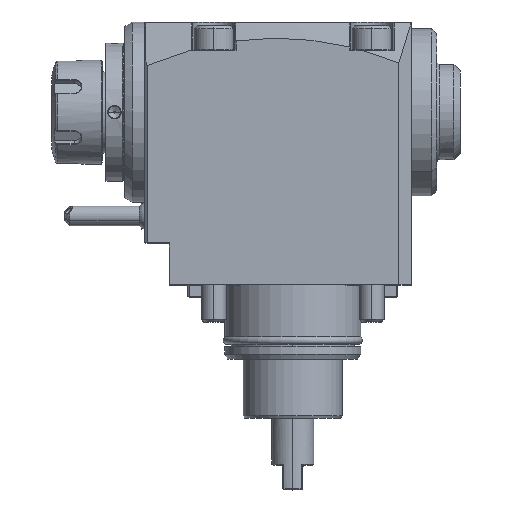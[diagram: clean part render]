
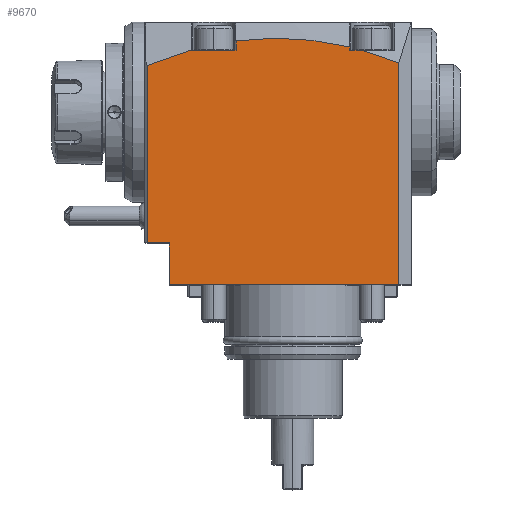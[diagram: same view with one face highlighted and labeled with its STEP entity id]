
A CAD part, top view. The second image highlights one B-rep face of the part: STEP entity #9670.
In plain terms, the highlighted planar face has unit normal (0, 0, 1).
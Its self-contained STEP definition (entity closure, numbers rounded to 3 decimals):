
#1789=DIRECTION('',(0.,1.,0.));
#1790=VECTOR('',#1789,89.954);
#1791=CARTESIAN_POINT('',(103.,0.,42.5));
#1792=LINE('',#1791,#1790);
#1812=DIRECTION('',(-1.,0.,0.));
#1813=VECTOR('',#1812,93.);
#1814=CARTESIAN_POINT('',(103.,0.,42.5));
#1815=LINE('',#1814,#1813);
#2325=DIRECTION('',(0.,1.,0.));
#2326=VECTOR('',#2325,17.);
#2327=CARTESIAN_POINT('',(10.,0.,42.5));
#2328=LINE('',#2327,#2326);
#2329=DIRECTION('',(1.,0.,0.));
#2330=VECTOR('',#2329,9.);
#2331=CARTESIAN_POINT('',(1.,17.,42.5));
#2332=LINE('',#2331,#2330);
#2333=DIRECTION('',(0.,1.,0.));
#2334=VECTOR('',#2333,71.4);
#2335=CARTESIAN_POINT('',(1.,17.5,42.5));
#2336=LINE('',#2335,#2334);
#2337=CARTESIAN_POINT('',(18.964,95.187,42.5));
#2338=CARTESIAN_POINT('',(12.837,93.491,42.5));
#2339=CARTESIAN_POINT('',(6.855,91.378,42.5));
#2340=CARTESIAN_POINT('',(1.,88.9,42.5));
#2342=DIRECTION('',(-0.268,0.963,0.));
#2343=VECTOR('',#2342,0.194);
#2344=CARTESIAN_POINT('',(19.016,95.,42.5));
#2345=LINE('',#2344,#2343);
#2346=DIRECTION('',(0.,-1.,0.));
#2347=VECTOR('',#2346,3.865);
#2348=CARTESIAN_POINT('',(37.,98.865,42.5));
#2349=LINE('',#2348,#2347);
#2350=CARTESIAN_POINT('',(37.,98.865,42.5));
#2351=CARTESIAN_POINT('',(52.484,100.895,42.5));
#2352=CARTESIAN_POINT('',(67.814,100.013,42.5));
#2353=CARTESIAN_POINT('',(83.,96.373,42.5));
#2355=DIRECTION('',(0.,1.,0.));
#2356=VECTOR('',#2355,1.373);
#2357=CARTESIAN_POINT('',(83.,95.,42.5));
#2358=LINE('',#2357,#2356);
#2359=CARTESIAN_POINT('',(88.259,95.,42.5));
#2360=CARTESIAN_POINT('',(93.264,93.587,42.5));
#2361=CARTESIAN_POINT('',(98.175,91.896,42.5));
#2362=CARTESIAN_POINT('',(103.,89.954,42.5));
#2364=DIRECTION('',(0.,1.,0.));
#2365=VECTOR('',#2364,0.5);
#2366=CARTESIAN_POINT('',(1.,17.,42.5));
#2367=LINE('',#2366,#2365);
#2388=CARTESIAN_POINT('',(1.,88.9,42.5));
#2468=DIRECTION('',(-1.,0.,0.));
#2469=VECTOR('',#2468,17.984);
#2470=CARTESIAN_POINT('',(37.,95.,42.5));
#2471=LINE('',#2470,#2469);
#2613=DIRECTION('',(-1.,0.,0.));
#2614=VECTOR('',#2613,5.259);
#2615=CARTESIAN_POINT('',(88.259,95.,42.5));
#2616=LINE('',#2615,#2614);
#2670=CARTESIAN_POINT('',(37.,98.865,42.5));
#4711=VERTEX_POINT('',#2359);
#4712=VERTEX_POINT('',#2362);
#4713=VERTEX_POINT('',#2388);
#4732=CARTESIAN_POINT('',(19.016,95.,42.5));
#4734=VERTEX_POINT('',#4732);
#4743=CARTESIAN_POINT('',(18.964,95.187,42.5));
#4744=VERTEX_POINT('',#4743);
#4748=VERTEX_POINT('',#2670);
#4749=CARTESIAN_POINT('',(37.,95.,42.5));
#4750=VERTEX_POINT('',#4749);
#4769=VERTEX_POINT('',#2353);
#4783=CARTESIAN_POINT('',(83.,95.,42.5));
#4785=VERTEX_POINT('',#4783);
#5355=CARTESIAN_POINT('',(103.,0.,42.5));
#5356=VERTEX_POINT('',#5355);
#5402=CARTESIAN_POINT('',(10.,0.,42.5));
#5404=VERTEX_POINT('',#5402);
#5405=CARTESIAN_POINT('',(1.,17.,42.5));
#5406=CARTESIAN_POINT('',(10.,17.,42.5));
#5407=VERTEX_POINT('',#5405);
#5408=VERTEX_POINT('',#5406);
#5446=CARTESIAN_POINT('',(1.,17.5,42.5));
#5448=VERTEX_POINT('',#5446);
#9639=CARTESIAN_POINT('',(0.,106.5,42.5));
#9640=DIRECTION('',(0.,0.,1.));
#9641=DIRECTION('',(0.,-1.,0.));
#9642=AXIS2_PLACEMENT_3D('',#9639,#9640,#9641);
#9643=PLANE('',#9642);
#9644=ORIENTED_EDGE('',*,*,#8783,.F.);
#9645=ORIENTED_EDGE('',*,*,#8804,.T.);
#9646=ORIENTED_EDGE('',*,*,#9632,.T.);
#9647=ORIENTED_EDGE('',*,*,#9621,.F.);
#9649=ORIENTED_EDGE('',*,*,#9648,.T.);
#9651=ORIENTED_EDGE('',*,*,#9650,.T.);
#9653=ORIENTED_EDGE('',*,*,#9652,.F.);
#9655=ORIENTED_EDGE('',*,*,#9654,.F.);
#9657=ORIENTED_EDGE('',*,*,#9656,.F.);
#9659=ORIENTED_EDGE('',*,*,#9658,.F.);
#9661=ORIENTED_EDGE('',*,*,#9660,.T.);
#9663=ORIENTED_EDGE('',*,*,#9662,.F.);
#9665=ORIENTED_EDGE('',*,*,#9664,.F.);
#9667=ORIENTED_EDGE('',*,*,#9666,.T.);
#9668=EDGE_LOOP('',(#9644,#9645,#9646,#9647,#9649,#9651,#9653,#9655,#9657,#9659,
#9661,#9663,#9665,#9667));
#9669=FACE_OUTER_BOUND('',#9668,.F.);
#2341=B_SPLINE_CURVE_WITH_KNOTS('',3,(#2337,#2338,#2339,#2340),.UNSPECIFIED.,
.F.,.F.,(4,4),(0.,1.),.UNSPECIFIED.);
#2354=B_SPLINE_CURVE_WITH_KNOTS('',3,(#2350,#2351,#2352,#2353),.UNSPECIFIED.,
.F.,.F.,(4,4),(0.,1.),.UNSPECIFIED.);
#2363=B_SPLINE_CURVE_WITH_KNOTS('',3,(#2359,#2360,#2361,#2362),.UNSPECIFIED.,
.F.,.F.,(4,4),(0.,1.),.UNSPECIFIED.);
#8783=EDGE_CURVE('',#5356,#4712,#1792,.T.);
#8804=EDGE_CURVE('',#5356,#5404,#1815,.T.);
#9621=EDGE_CURVE('',#5407,#5408,#2332,.T.);
#9632=EDGE_CURVE('',#5404,#5408,#2328,.T.);
#9648=EDGE_CURVE('',#5407,#5448,#2367,.T.);
#9650=EDGE_CURVE('',#5448,#4713,#2336,.T.);
#9652=EDGE_CURVE('',#4744,#4713,#2341,.T.);
#9654=EDGE_CURVE('',#4734,#4744,#2345,.T.);
#9656=EDGE_CURVE('',#4750,#4734,#2471,.T.);
#9658=EDGE_CURVE('',#4748,#4750,#2349,.T.);
#9660=EDGE_CURVE('',#4748,#4769,#2354,.T.);
#9662=EDGE_CURVE('',#4785,#4769,#2358,.T.);
#9664=EDGE_CURVE('',#4711,#4785,#2616,.T.);
#9666=EDGE_CURVE('',#4711,#4712,#2363,.T.);
#9670=ADVANCED_FACE('',(#9669),#9643,.T.);
